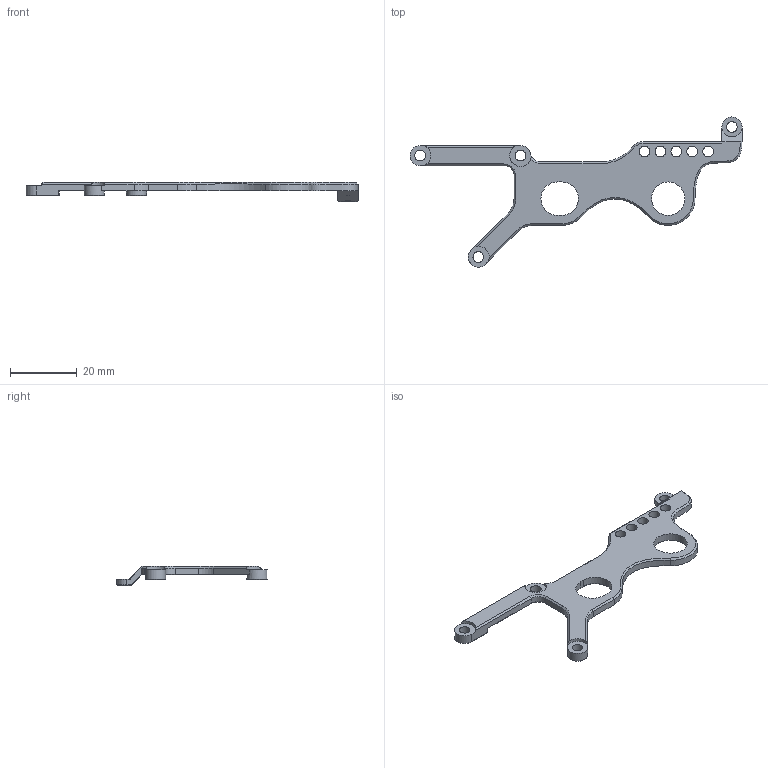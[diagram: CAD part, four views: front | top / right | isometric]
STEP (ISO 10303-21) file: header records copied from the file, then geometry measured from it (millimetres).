
FILE_DESCRIPTION(('FreeCAD Model'),'2;1');
FILE_NAME('Open CASCADE Shape Model','2024-11-17T00:58:11',(''),(''), 'Open CASCADE STEP processor 7.7','Ondsel','Unknown');
FILE_SCHEMA(('AUTOMOTIVE_DESIGN { 1 0 10303 214 1 1 1 1 }'));
Length unit declared in the file: millimetre
Products named in the file (1): Body003
Bounding box: 99.15 x 44.84 x 5.7 mm (x, y, z)
Volume: 3054.3 mm3; surface area: 3573.6 mm2
Topology: 1 solids, 1 shells, 110 faces, 291 edges, 182 vertices
Faces by surface type: plane 52, cylinder 27, cone 23, bspline 5, extrusion 3
Full cylindrical faces by diameter (mm): 3.2 x9, 6 x2, 10 x1
Entity records: 3709 total; most frequent: CARTESIAN_POINT 910, ORIENTED_EDGE 582, DIRECTION 570, EDGE_CURVE 291, AXIS2_PLACEMENT_3D 198, VERTEX_POINT 182, VECTOR 174, LINE 171
